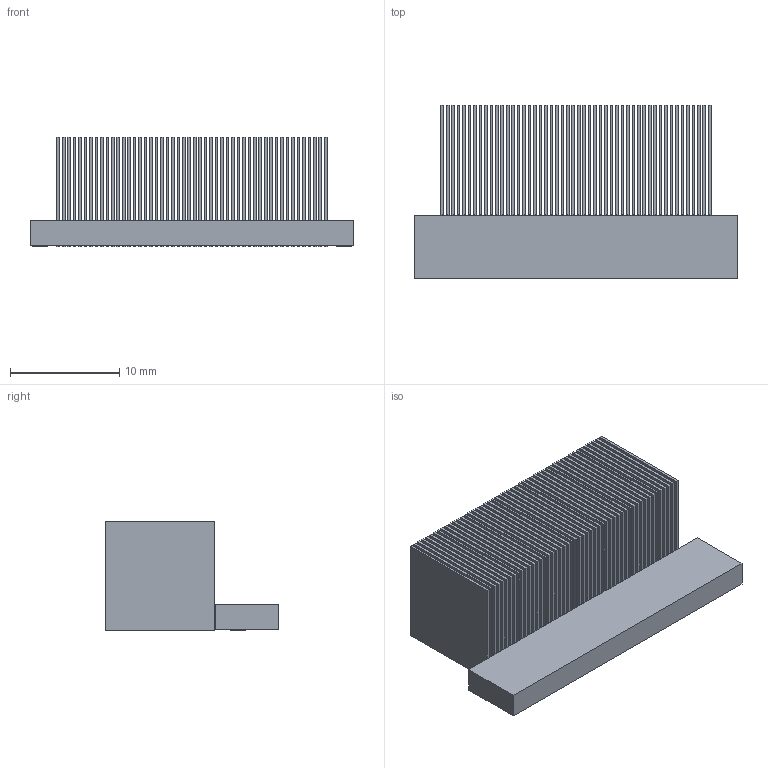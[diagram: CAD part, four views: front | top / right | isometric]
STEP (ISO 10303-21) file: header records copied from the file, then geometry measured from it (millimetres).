
FILE_DESCRIPTION(('FreeCAD Model'),'2;1');
FILE_NAME('357367.1.2.stp','2019-10-17T15:57:54',( 'Author'),(''),'Open CASCADE STEP processor 6.9','FreeCAD','Unknown' );
FILE_SCHEMA(('AUTOMOTIVE_DESIGN { 1 0 10303 214 1 1 1 1 }'));
Length unit declared in the file: millimetre
Products named in the file (54): ASSEMBLY; Body; ('pin',_'1'); ('pin',_'2'); ('pin',_'3'); ('pin',_'4'); ('pin',_'5'); ('pin',_'6'); ('pin',_'7'); ('pin',_'8'); ('pin',_'9'); ('pin',_'10'); ('pin',_'11'); ('pin',_'12'); ('pin',_'13'); ('pin',_'14'); ('pin',_'15'); ('pin',_'16'); ('pin',_'17'); ('pin',_'18'); ('pin',_'19'); ('pin',_'20'); ('pin',_'21'); ('pin',_'22'); ('pin',_'23'); ('pin',_'24'); ('pin',_'25'); ('pin',_'26'); ('pin',_'27'); ('pin',_'28'); ('pin',_'29'); ('pin',_'30'); ('pin',_'31'); ('pin',_'32'); ('pin',_'33'); ('pin',_'34'); ('pin',_'35'); ('pin',_'36'); ('pin',_'37'); ('pin',_'38') ...
Assembly tree (53 placements, depth 2):
  ASSEMBLY
    Body
    ('pin',_'1')
    ('pin',_'2')
    ('pin',_'3')
    ('pin',_'4')
    ('pin',_'5')
    ('pin',_'6')
    ('pin',_'7')
    ('pin',_'8')
    ('pin',_'9')
    ('pin',_'10')
    ('pin',_'11')
    ('pin',_'12')
    ('pin',_'13')
    ('pin',_'14')
    ('pin',_'15')
    ('pin',_'16')
    ('pin',_'17')
    ('pin',_'18')
    ('pin',_'19')
    ('pin',_'20')
    ('pin',_'21')
    ('pin',_'22')
    ('pin',_'23')
    ('pin',_'24')
    ('pin',_'25')
    ('pin',_'26')
    ('pin',_'27')
    ('pin',_'28')
    ('pin',_'29')
    ('pin',_'30')
    ('pin',_'31')
    ('pin',_'32')
    ('pin',_'33')
    ('pin',_'34')
    ('pin',_'35')
    ('pin',_'36')
    ('pin',_'37')
    ('pin',_'38')
    ('pin',_'39')
    ('pin',_'40')
    ('pin',_'41')
    ('pin',_'42')
    ('pin',_'43')
    ('pin',_'44')
    ('pin',_'45')
    ('pin',_'46')
    ('pin',_'47')
    ('pin',_'48')
    ('pin',_'49')
    ('pin',_'50')
    ('pin',_'51')
    ('pin',_'52')
Bounding box: 29.6 x 15.83 x 10 mm (x, y, z)
Volume: 1595.3 mm3; surface area: 10995.3 mm2
Topology: 53 solids, 53 shells, 318 faces, 636 edges, 424 vertices
Faces by surface type: plane 318
Entity records: 17720 total; most frequent: CARTESIAN_POINT 2704, DIRECTION 2652, LINE 1908, VECTOR 1908, ORIENTED_EDGE 1272, PCURVE 1272, DEFINITIONAL_REPRESENTATION 1272, EDGE_CURVE 636
